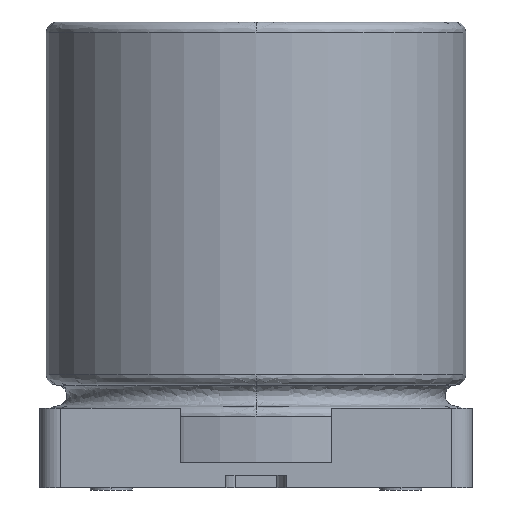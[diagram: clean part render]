
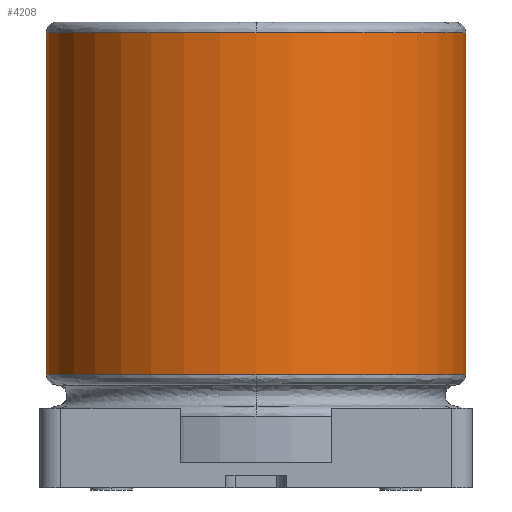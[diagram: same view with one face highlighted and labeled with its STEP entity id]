
A CAD part, left-side view. The second image highlights one B-rep face of the part: STEP entity #4208.
In plain terms, the highlighted cylindrical face has radius 5 mm (diameter 10 mm), a partial arc.
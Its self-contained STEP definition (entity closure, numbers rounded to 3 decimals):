
#29 = CARTESIAN_POINT ( 'NONE',  ( 0., 0., 2.7 ) ) ;
#243 = DIRECTION ( 'NONE',  ( 0., 0., -1. ) ) ;
#584 = ORIENTED_EDGE ( 'NONE', *, *, #5800, .F. ) ;
#855 = DIRECTION ( 'NONE',  ( 0., 1., 0. ) ) ;
#922 = EDGE_CURVE ( 'NONE', #5104, #1695, #1367, .T. ) ;
#1285 = CARTESIAN_POINT ( 'NONE',  ( -5., 0., 2.7 ) ) ;
#1367 = LINE ( 'NONE', #3953, #9780 ) ;
#1546 = EDGE_CURVE ( 'NONE', #3927, #9894, #5331, .T. ) ;
#1695 = VERTEX_POINT ( 'NONE', #8778 ) ;
#1756 = FACE_OUTER_BOUND ( 'NONE', #2619, .T. ) ;
#2619 = EDGE_LOOP ( 'NONE', ( #584, #8810, #8115, #2907, #3999, #9775 ) ) ;
#2639 = EDGE_CURVE ( 'NONE', #1695, #3927, #3663, .T. ) ;
#2907 = ORIENTED_EDGE ( 'NONE', *, *, #922, .T. ) ;
#3663 = CIRCLE ( 'NONE', #10242, 5. ) ;
#3844 = AXIS2_PLACEMENT_3D ( 'NONE', #6711, #4246, #9973 ) ;
#3895 = DIRECTION ( 'NONE',  ( 0., 0., 1. ) ) ;
#3927 = VERTEX_POINT ( 'NONE', #1285 ) ;
#3953 = CARTESIAN_POINT ( 'NONE',  ( 0., 5., 6.775 ) ) ;
#3999 = ORIENTED_EDGE ( 'NONE', *, *, #2639, .T. ) ;
#4208 = ADVANCED_FACE ( 'NONE', ( #1756 ), #4861, .T. ) ;
#4209 = CARTESIAN_POINT ( 'NONE',  ( 0., -5., 2.7 ) ) ;
#4220 = CARTESIAN_POINT ( 'NONE',  ( 0., 0., 10.85 ) ) ;
#4221 = LINE ( 'NONE', #5882, #8547 ) ;
#4246 = DIRECTION ( 'NONE',  ( 0., 0., -1. ) ) ;
#4795 = DIRECTION ( 'NONE',  ( 0., 0., -1. ) ) ;
#4861 = CYLINDRICAL_SURFACE ( 'NONE', #3844, 5. ) ;
#4930 = EDGE_CURVE ( 'NONE', #7425, #5104, #7712, .T. ) ;
#5043 = DIRECTION ( 'NONE',  ( 0., 0., -1. ) ) ;
#5071 = DIRECTION ( 'NONE',  ( 0., 1., 0. ) ) ;
#5104 = VERTEX_POINT ( 'NONE', #9919 ) ;
#5183 = CARTESIAN_POINT ( 'NONE',  ( 0., 0., 10.85 ) ) ;
#5331 = CIRCLE ( 'NONE', #5484, 5. ) ;
#5484 = AXIS2_PLACEMENT_3D ( 'NONE', #29, #5771, #855 ) ;
#5771 = DIRECTION ( 'NONE',  ( 0., 0., 1. ) ) ;
#5800 = EDGE_CURVE ( 'NONE', #10439, #9894, #4221, .T. ) ;
#5882 = CARTESIAN_POINT ( 'NONE',  ( 0., -5., 6.775 ) ) ;
#5999 = DIRECTION ( 'NONE',  ( 0., 1., 0. ) ) ;
#6711 = CARTESIAN_POINT ( 'NONE',  ( 0., 0., 6.775 ) ) ;
#7425 = VERTEX_POINT ( 'NONE', #9430 ) ;
#7712 = CIRCLE ( 'NONE', #7925, 5. ) ;
#7925 = AXIS2_PLACEMENT_3D ( 'NONE', #5183, #243, #5999 ) ;
#8115 = ORIENTED_EDGE ( 'NONE', *, *, #4930, .T. ) ;
#8547 = VECTOR ( 'NONE', #5043, 1000. ) ;
#8592 = CIRCLE ( 'NONE', #9189, 5. ) ;
#8765 = CARTESIAN_POINT ( 'NONE',  ( 0., 0., 2.7 ) ) ;
#8778 = CARTESIAN_POINT ( 'NONE',  ( 0., 5., 2.7 ) ) ;
#8810 = ORIENTED_EDGE ( 'NONE', *, *, #9413, .T. ) ;
#8862 = CARTESIAN_POINT ( 'NONE',  ( 0., -5., 10.85 ) ) ;
#9189 = AXIS2_PLACEMENT_3D ( 'NONE', #4220, #9913, #5071 ) ;
#9413 = EDGE_CURVE ( 'NONE', #10439, #7425, #8592, .T. ) ;
#9430 = CARTESIAN_POINT ( 'NONE',  ( -5., 0., 10.85 ) ) ;
#9585 = DIRECTION ( 'NONE',  ( 0., 1., 0. ) ) ;
#9775 = ORIENTED_EDGE ( 'NONE', *, *, #1546, .T. ) ;
#9780 = VECTOR ( 'NONE', #4795, 1000. ) ;
#9894 = VERTEX_POINT ( 'NONE', #4209 ) ;
#9913 = DIRECTION ( 'NONE',  ( 0., 0., -1. ) ) ;
#9919 = CARTESIAN_POINT ( 'NONE',  ( 0., 5., 10.85 ) ) ;
#9973 = DIRECTION ( 'NONE',  ( 0., 1., 0. ) ) ;
#10242 = AXIS2_PLACEMENT_3D ( 'NONE', #8765, #3895, #9585 ) ;
#10439 = VERTEX_POINT ( 'NONE', #8862 ) ;
